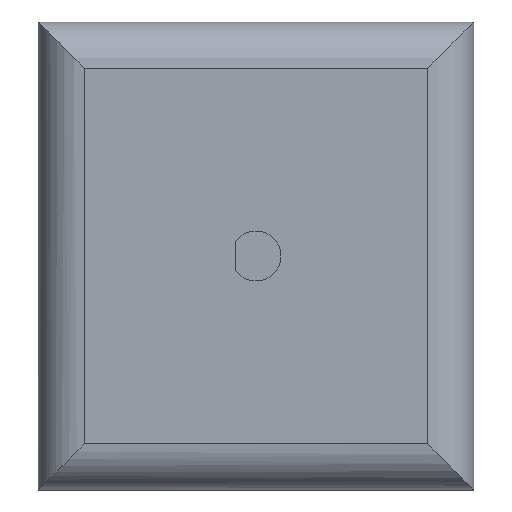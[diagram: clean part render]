
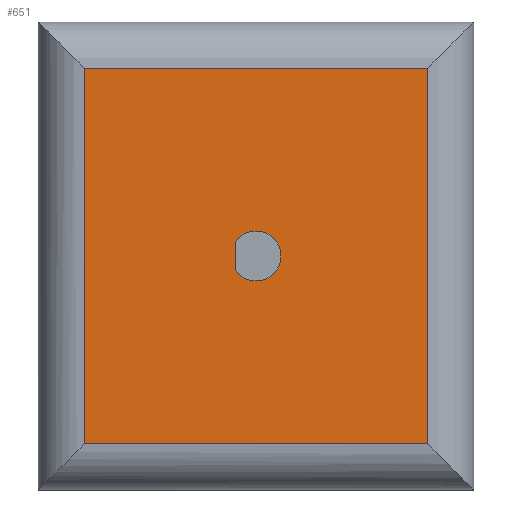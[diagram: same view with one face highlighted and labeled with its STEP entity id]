
A CAD part, front view. The second image highlights one B-rep face of the part: STEP entity #651.
In plain terms, the highlighted planar face has unit normal (0, -1, 0).
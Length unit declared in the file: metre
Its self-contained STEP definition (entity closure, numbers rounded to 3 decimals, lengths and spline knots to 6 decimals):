
#37=CIRCLE('',#710,0.0027);
#184=ORIENTED_EDGE('',*,*,#290,.T.);
#185=ORIENTED_EDGE('',*,*,#291,.T.);
#186=ORIENTED_EDGE('',*,*,#292,.T.);
#187=ORIENTED_EDGE('',*,*,#293,.T.);
#188=ORIENTED_EDGE('',*,*,#294,.F.);
#189=ORIENTED_EDGE('',*,*,#295,.F.);
#290=EDGE_CURVE('',#354,#355,#425,.T.);
#291=EDGE_CURVE('',#355,#356,#426,.F.);
#292=EDGE_CURVE('',#356,#357,#427,.F.);
#293=EDGE_CURVE('',#357,#354,#428,.T.);
#294=EDGE_CURVE('',#358,#359,#37,.T.);
#295=EDGE_CURVE('',#359,#358,#429,.T.);
#354=VERTEX_POINT('',#1053);
#355=VERTEX_POINT('',#1054);
#356=VERTEX_POINT('',#1056);
#357=VERTEX_POINT('',#1058);
#358=VERTEX_POINT('',#1061);
#359=VERTEX_POINT('',#1062);
#425=LINE('',#1052,#497);
#426=LINE('',#1055,#498);
#427=LINE('',#1057,#499);
#428=LINE('',#1059,#500);
#429=LINE('',#1063,#501);
#497=VECTOR('',#866,1.);
#498=VECTOR('',#867,1.);
#499=VECTOR('',#868,1.);
#500=VECTOR('',#869,1.);
#501=VECTOR('',#872,1.);
#544=EDGE_LOOP('',(#184,#185,#186,#187));
#545=EDGE_LOOP('',(#188,#189));
#592=FACE_BOUND('',#544,.T.);
#593=FACE_BOUND('',#545,.T.);
#622=PLANE('',#709);
#651=ADVANCED_FACE('',(#592,#593),#622,.T.);
#709=AXIS2_PLACEMENT_3D('',#1051,#864,#865);
#710=AXIS2_PLACEMENT_3D('',#1060,#870,#871);
#864=DIRECTION('',(0.,-1.,0.));
#865=DIRECTION('',(1.,0.,0.));
#866=DIRECTION('',(0.,0.,-1.));
#867=DIRECTION('',(-1.,0.,0.));
#868=DIRECTION('',(0.,0.,-1.));
#869=DIRECTION('',(-1.,0.,0.));
#870=DIRECTION('',(0.,-1.,0.));
#871=DIRECTION('',(1.,0.,0.));
#872=DIRECTION('',(0.,0.,-1.));
#1051=CARTESIAN_POINT('',(-0.01175,-0.0365,0.002));
#1052=CARTESIAN_POINT('',(-0.0185,-0.0365,0.));
#1053=CARTESIAN_POINT('',(-0.0185,-0.0365,0.0455));
#1054=CARTESIAN_POINT('',(-0.0185,-0.0365,0.005));
#1055=CARTESIAN_POINT('',(0.0235,-0.0365,0.005));
#1056=CARTESIAN_POINT('',(0.0185,-0.0365,0.005));
#1057=CARTESIAN_POINT('',(0.0185,-0.0365,0.0505));
#1058=CARTESIAN_POINT('',(0.0185,-0.0365,0.0455));
#1059=CARTESIAN_POINT('',(-0.01175,-0.0365,0.0455));
#1060=CARTESIAN_POINT('',(0.,-0.0365,0.02525));
#1061=CARTESIAN_POINT('',(-0.0022,-0.0365,0.023685));
#1062=CARTESIAN_POINT('',(-0.0022,-0.0365,0.026815));
#1063=CARTESIAN_POINT('',(-0.0022,-0.0365,0.02525));
